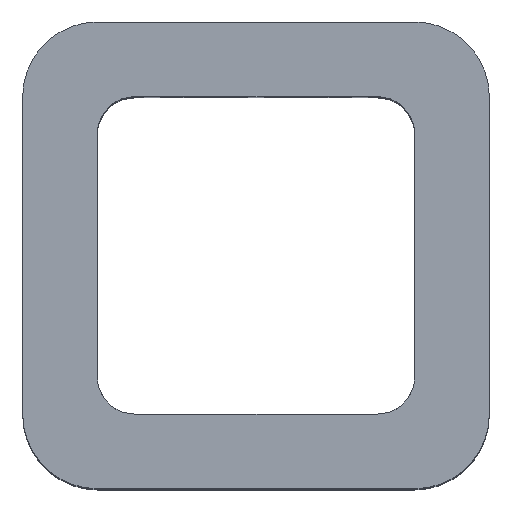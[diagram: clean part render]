
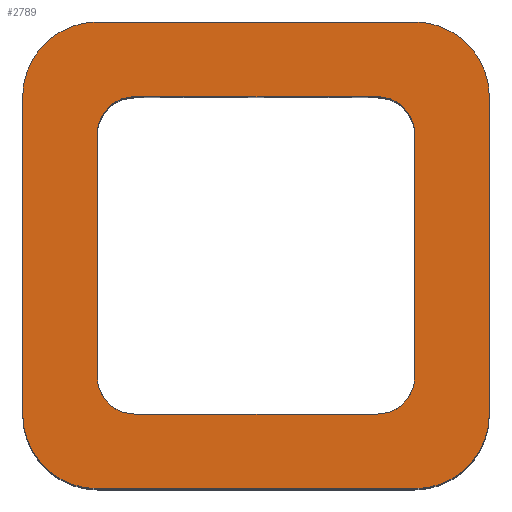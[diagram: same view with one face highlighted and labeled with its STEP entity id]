
A CAD part, top view. The second image highlights one B-rep face of the part: STEP entity #2789.
In plain terms, the highlighted planar face has unit normal (0, 0, 1).
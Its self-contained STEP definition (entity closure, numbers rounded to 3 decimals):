
#7 = EDGE_CURVE ( 'NONE', #1088, #578, #3570, .T. ) ;
#47 = VERTEX_POINT ( 'NONE', #2223 ) ;
#85 = ORIENTED_EDGE ( 'NONE', *, *, #2464, .T. ) ;
#89 = ORIENTED_EDGE ( 'NONE', *, *, #1667, .T. ) ;
#158 = VERTEX_POINT ( 'NONE', #681 ) ;
#238 = EDGE_CURVE ( 'NONE', #4134, #289, #5071, .T. ) ;
#272 = ORIENTED_EDGE ( 'NONE', *, *, #474, .T. ) ;
#289 = VERTEX_POINT ( 'NONE', #3970 ) ;
#294 = AXIS2_PLACEMENT_3D ( 'NONE', #4610, #3402, #990 ) ;
#301 = DIRECTION ( 'NONE',  ( 0., 1., 0. ) ) ;
#381 = CARTESIAN_POINT ( 'NONE',  ( -130., -170., 18. ) ) ;
#400 = VERTEX_POINT ( 'NONE', #2705 ) ;
#433 = EDGE_CURVE ( 'NONE', #1079, #400, #3112, .T. ) ;
#458 = AXIS2_PLACEMENT_3D ( 'NONE', #1394, #4179, #2961 ) ;
#474 = EDGE_CURVE ( 'NONE', #47, #2814, #3180, .T. ) ;
#480 = DIRECTION ( 'NONE',  ( 1., 0., 0. ) ) ;
#555 = VECTOR ( 'NONE', #4799, 1000. ) ;
#578 = VERTEX_POINT ( 'NONE', #4005 ) ;
#681 = CARTESIAN_POINT ( 'NONE',  ( 170., -250., 18. ) ) ;
#775 = VERTEX_POINT ( 'NONE', #4602 ) ;
#836 = ORIENTED_EDGE ( 'NONE', *, *, #238, .F. ) ;
#879 = CARTESIAN_POINT ( 'NONE',  ( -170., 250., 18. ) ) ;
#939 = CARTESIAN_POINT ( 'NONE',  ( 130., 130., 18. ) ) ;
#990 = DIRECTION ( 'NONE',  ( 1., 0., 0. ) ) ;
#1007 = VECTOR ( 'NONE', #301, 1000. ) ;
#1079 = VERTEX_POINT ( 'NONE', #1486 ) ;
#1088 = VERTEX_POINT ( 'NONE', #2658 ) ;
#1175 = EDGE_CURVE ( 'NONE', #3277, #775, #4731, .T. ) ;
#1250 = AXIS2_PLACEMENT_3D ( 'NONE', #3811, #2596, #1422 ) ;
#1260 = EDGE_LOOP ( 'NONE', ( #3582, #2830, #85, #1839, #272, #2527, #3639, #1963 ) ) ;
#1326 = DIRECTION ( 'NONE',  ( 1., 0., 0. ) ) ;
#1333 = CIRCLE ( 'NONE', #3692, 40. ) ;
#1368 = VECTOR ( 'NONE', #4689, 1000. ) ;
#1394 = CARTESIAN_POINT ( 'NONE',  ( 170., -170., 18. ) ) ;
#1422 = DIRECTION ( 'NONE',  ( 1., 0., 0. ) ) ;
#1442 = FACE_BOUND ( 'NONE', #1906, .T. ) ;
#1471 = DIRECTION ( 'NONE',  ( 1., 0., 0. ) ) ;
#1476 = CARTESIAN_POINT ( 'NONE',  ( -250., 250., 18. ) ) ;
#1481 = DIRECTION ( 'NONE',  ( 0., -1., 0. ) ) ;
#1486 = CARTESIAN_POINT ( 'NONE',  ( 170., -130., 18. ) ) ;
#1498 = CARTESIAN_POINT ( 'NONE',  ( 250., -170., 18. ) ) ;
#1535 = VECTOR ( 'NONE', #1950, 1000. ) ;
#1568 = VECTOR ( 'NONE', #5145, 1000. ) ;
#1614 = CARTESIAN_POINT ( 'NONE',  ( -170., -250., 18. ) ) ;
#1630 = FACE_OUTER_BOUND ( 'NONE', #1260, .T. ) ;
#1667 = EDGE_CURVE ( 'NONE', #4209, #775, #1333, .T. ) ;
#1683 = PLANE ( 'NONE',  #3661 ) ;
#1770 = DIRECTION ( 'NONE',  ( 0., 0., -1. ) ) ;
#1811 = VERTEX_POINT ( 'NONE', #3859 ) ;
#1839 = ORIENTED_EDGE ( 'NONE', *, *, #4077, .T. ) ;
#1849 = CARTESIAN_POINT ( 'NONE',  ( -250., 250., 18. ) ) ;
#1887 = ORIENTED_EDGE ( 'NONE', *, *, #433, .F. ) ;
#1906 = EDGE_LOOP ( 'NONE', ( #1887, #4215, #836, #2511, #2016, #89, #3057, #4148 ) ) ;
#1911 = DIRECTION ( 'NONE',  ( 0., 0., -1. ) ) ;
#1930 = CARTESIAN_POINT ( 'NONE',  ( 170., -170., 18. ) ) ;
#1950 = DIRECTION ( 'NONE',  ( -1., 0., 0. ) ) ;
#1963 = ORIENTED_EDGE ( 'NONE', *, *, #1980, .T. ) ;
#1980 = EDGE_CURVE ( 'NONE', #578, #4844, #2142, .T. ) ;
#1996 = CIRCLE ( 'NONE', #4374, 40. ) ;
#2012 = VECTOR ( 'NONE', #1481, 1000. ) ;
#2016 = ORIENTED_EDGE ( 'NONE', *, *, #4864, .F. ) ;
#2030 = DIRECTION ( 'NONE',  ( 0., 0., 1. ) ) ;
#2142 = CIRCLE ( 'NONE', #4791, 80. ) ;
#2223 = CARTESIAN_POINT ( 'NONE',  ( 170., 250., 18. ) ) ;
#2287 = CARTESIAN_POINT ( 'NONE',  ( -130., 130., 18. ) ) ;
#2325 = CIRCLE ( 'NONE', #1250, 40. ) ;
#2340 = EDGE_CURVE ( 'NONE', #1079, #289, #2325, .T. ) ;
#2348 = EDGE_CURVE ( 'NONE', #2814, #1088, #2819, .T. ) ;
#2367 = CARTESIAN_POINT ( 'NONE',  ( -170., 130., 18. ) ) ;
#2375 = CARTESIAN_POINT ( 'NONE',  ( -170., 170., 18. ) ) ;
#2410 = CARTESIAN_POINT ( 'NONE',  ( 130., 170., 18. ) ) ;
#2428 = DIRECTION ( 'NONE',  ( 0., 0., 1. ) ) ;
#2464 = EDGE_CURVE ( 'NONE', #2571, #1811, #3378, .T. ) ;
#2511 = ORIENTED_EDGE ( 'NONE', *, *, #4424, .T. ) ;
#2527 = ORIENTED_EDGE ( 'NONE', *, *, #2348, .T. ) ;
#2571 = VERTEX_POINT ( 'NONE', #1498 ) ;
#2596 = DIRECTION ( 'NONE',  ( 0., 0., -1. ) ) ;
#2658 = CARTESIAN_POINT ( 'NONE',  ( -250., 170., 18. ) ) ;
#2705 = CARTESIAN_POINT ( 'NONE',  ( 170., 130., 18. ) ) ;
#2743 = DIRECTION ( 'NONE',  ( 1., 0., 0. ) ) ;
#2788 = EDGE_CURVE ( 'NONE', #4844, #158, #3501, .T. ) ;
#2789 = ADVANCED_FACE ( 'NONE', ( #1442, #1630 ), #1683, .T. ) ;
#2814 = VERTEX_POINT ( 'NONE', #879 ) ;
#2816 = AXIS2_PLACEMENT_3D ( 'NONE', #3972, #2030, #2743 ) ;
#2819 = CIRCLE ( 'NONE', #294, 80. ) ;
#2830 = ORIENTED_EDGE ( 'NONE', *, *, #3905, .T. ) ;
#2961 = DIRECTION ( 'NONE',  ( 1., 0., 0. ) ) ;
#3057 = ORIENTED_EDGE ( 'NONE', *, *, #1175, .F. ) ;
#3112 = LINE ( 'NONE', #1930, #1368 ) ;
#3172 = VECTOR ( 'NONE', #3801, 1000. ) ;
#3180 = LINE ( 'NONE', #1476, #1568 ) ;
#3231 = LINE ( 'NONE', #3992, #555 ) ;
#3277 = VERTEX_POINT ( 'NONE', #2410 ) ;
#3367 = CIRCLE ( 'NONE', #4745, 40. ) ;
#3378 = LINE ( 'NONE', #4259, #1007 ) ;
#3402 = DIRECTION ( 'NONE',  ( 0., 0., 1. ) ) ;
#3456 = DIRECTION ( 'NONE',  ( 0., 0., 1. ) ) ;
#3501 = LINE ( 'NONE', #4484, #4897 ) ;
#3570 = LINE ( 'NONE', #1849, #2012 ) ;
#3582 = ORIENTED_EDGE ( 'NONE', *, *, #2788, .T. ) ;
#3625 = EDGE_CURVE ( 'NONE', #3277, #400, #3367, .T. ) ;
#3639 = ORIENTED_EDGE ( 'NONE', *, *, #7, .T. ) ;
#3661 = AXIS2_PLACEMENT_3D ( 'NONE', #4051, #2428, #4866 ) ;
#3692 = AXIS2_PLACEMENT_3D ( 'NONE', #2287, #1911, #5115 ) ;
#3784 = CARTESIAN_POINT ( 'NONE',  ( -170., -170., 18. ) ) ;
#3801 = DIRECTION ( 'NONE',  ( 1., 0., 0. ) ) ;
#3811 = CARTESIAN_POINT ( 'NONE',  ( 130., -130., 18. ) ) ;
#3859 = CARTESIAN_POINT ( 'NONE',  ( 250., 170., 18. ) ) ;
#3870 = CIRCLE ( 'NONE', #2816, 80. ) ;
#3905 = EDGE_CURVE ( 'NONE', #158, #2571, #5005, .T. ) ;
#3970 = CARTESIAN_POINT ( 'NONE',  ( 130., -170., 18. ) ) ;
#3972 = CARTESIAN_POINT ( 'NONE',  ( 170., 170., 18. ) ) ;
#3992 = CARTESIAN_POINT ( 'NONE',  ( -170., -170., 18. ) ) ;
#4005 = CARTESIAN_POINT ( 'NONE',  ( -250., -170., 18. ) ) ;
#4051 = CARTESIAN_POINT ( 'NONE',  ( 0., 0., 18. ) ) ;
#4077 = EDGE_CURVE ( 'NONE', #1811, #47, #3870, .T. ) ;
#4118 = CARTESIAN_POINT ( 'NONE',  ( -130., -130., 18. ) ) ;
#4129 = DIRECTION ( 'NONE',  ( 1., 0., 0. ) ) ;
#4134 = VERTEX_POINT ( 'NONE', #381 ) ;
#4148 = ORIENTED_EDGE ( 'NONE', *, *, #3625, .T. ) ;
#4179 = DIRECTION ( 'NONE',  ( 0., 0., 1. ) ) ;
#4209 = VERTEX_POINT ( 'NONE', #2367 ) ;
#4215 = ORIENTED_EDGE ( 'NONE', *, *, #2340, .T. ) ;
#4234 = CARTESIAN_POINT ( 'NONE',  ( -170., -170., 18. ) ) ;
#4259 = CARTESIAN_POINT ( 'NONE',  ( 250., 250., 18. ) ) ;
#4374 = AXIS2_PLACEMENT_3D ( 'NONE', #4118, #4565, #4129 ) ;
#4424 = EDGE_CURVE ( 'NONE', #4134, #4523, #1996, .T. ) ;
#4484 = CARTESIAN_POINT ( 'NONE',  ( -250., -250., 18. ) ) ;
#4523 = VERTEX_POINT ( 'NONE', #5091 ) ;
#4565 = DIRECTION ( 'NONE',  ( 0., 0., -1. ) ) ;
#4602 = CARTESIAN_POINT ( 'NONE',  ( -130., 170., 18. ) ) ;
#4610 = CARTESIAN_POINT ( 'NONE',  ( -170., 170., 18. ) ) ;
#4689 = DIRECTION ( 'NONE',  ( 0., 1., 0. ) ) ;
#4731 = LINE ( 'NONE', #2375, #1535 ) ;
#4745 = AXIS2_PLACEMENT_3D ( 'NONE', #939, #1770, #1326 ) ;
#4791 = AXIS2_PLACEMENT_3D ( 'NONE', #4234, #3456, #1471 ) ;
#4799 = DIRECTION ( 'NONE',  ( 0., -1., 0. ) ) ;
#4844 = VERTEX_POINT ( 'NONE', #1614 ) ;
#4864 = EDGE_CURVE ( 'NONE', #4209, #4523, #3231, .T. ) ;
#4866 = DIRECTION ( 'NONE',  ( 1., 0., 0. ) ) ;
#4897 = VECTOR ( 'NONE', #480, 1000. ) ;
#5005 = CIRCLE ( 'NONE', #458, 80. ) ;
#5071 = LINE ( 'NONE', #3784, #3172 ) ;
#5091 = CARTESIAN_POINT ( 'NONE',  ( -170., -130., 18. ) ) ;
#5115 = DIRECTION ( 'NONE',  ( 1., 0., 0. ) ) ;
#5145 = DIRECTION ( 'NONE',  ( -1., 0., 0. ) ) ;
